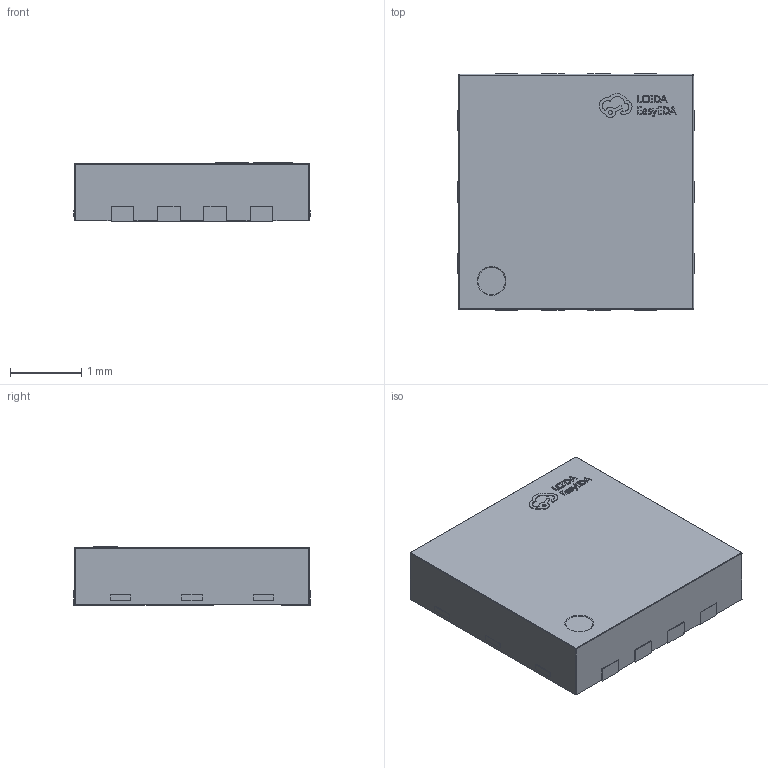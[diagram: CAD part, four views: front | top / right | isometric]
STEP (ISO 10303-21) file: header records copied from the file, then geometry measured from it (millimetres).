
FILE_DESCRIPTION (( 'STEP AP214' ), '1' );
FILE_NAME ('V-DFN3333-8_L3.3-W3.3-H0.8-P0.65-BL.step', '2022-06-30T14:06:31', ( '' ), ( '' ), 'SwSTEP 2.0', 'SolidWorks 2020', '' );
FILE_SCHEMA (( 'AUTOMOTIVE_DESIGN' ));
Length unit declared in the file: millimetre
Products named in the file (1): V-DFN3333-8_L3.3-W3.3-H0.8-P0.65-BL
Bounding box: 3.32 x 3.32 x 0.82 mm (x, y, z)
Volume: 8.8 mm3; surface area: 32.6 mm2
Topology: 1 solids, 1 shells, 390 faces, 1057 edges, 698 vertices
Faces by surface type: plane 256, bspline 112, cylinder 16, sphere 4, torus 2
Entity records: 17635 total; most frequent: CARTESIAN_POINT 4246, ORIENTED_EDGE 2106, DIRECTION 1421, EDGE_CURVE 1053, VECTOR 787, LINE 787, VERTEX_POINT 698, EDGE_LOOP 423
